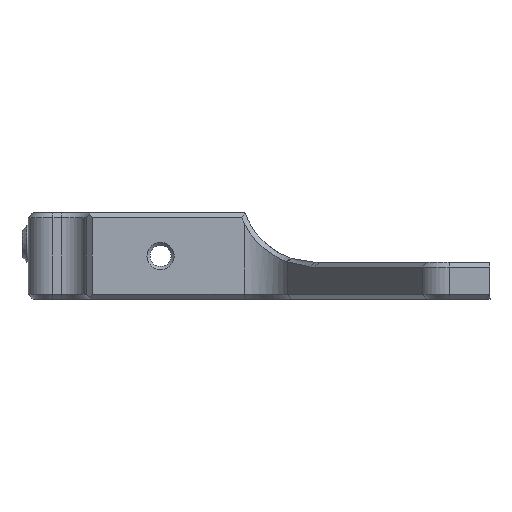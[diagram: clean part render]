
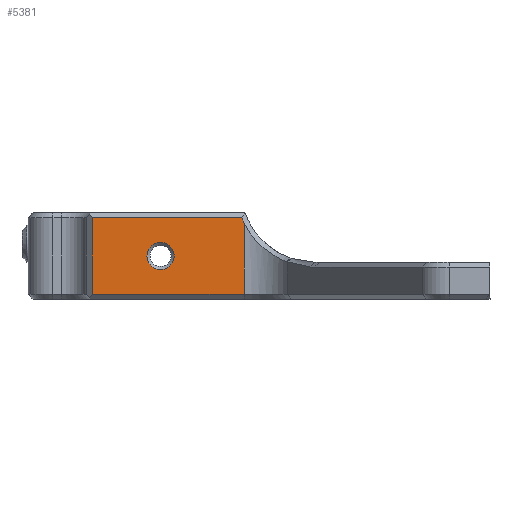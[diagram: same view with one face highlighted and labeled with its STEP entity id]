
A CAD part, front view. The second image highlights one B-rep face of the part: STEP entity #5381.
In plain terms, the highlighted planar face has unit normal (0, -1, 0).
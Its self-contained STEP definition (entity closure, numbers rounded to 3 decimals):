
#32=B_SPLINE_CURVE_WITH_KNOTS('',3,(#8108,#8109,#8110,#8111,#8112,#8113),
 .UNSPECIFIED.,.F.,.F.,(4,2,4),(0.053,0.148,0.155),
 .UNSPECIFIED.);
#96=FACE_BOUND('',#731,.T.);
#178=PLANE('',#5709);
#422=FACE_OUTER_BOUND('',#730,.T.);
#730=EDGE_LOOP('',(#4175,#4176,#4177,#4178,#4179));
#731=EDGE_LOOP('',(#4180));
#1106=LINE('',#7656,#1788);
#1281=LINE('',#8180,#1963);
#1282=LINE('',#8183,#1964);
#1283=LINE('',#8184,#1965);
#1788=VECTOR('',#6220,10.);
#1963=VECTOR('',#6447,8.);
#1964=VECTOR('',#6450,10.);
#1965=VECTOR('',#6451,10.);
#2381=CIRCLE('',#5710,2.2);
#2529=VERTEX_POINT('',#7653);
#2530=VERTEX_POINT('',#7655);
#2702=VERTEX_POINT('',#8106);
#2703=VERTEX_POINT('',#8107);
#2708=VERTEX_POINT('',#8182);
#2709=VERTEX_POINT('',#8185);
#3074=EDGE_CURVE('',#2529,#2530,#1106,.T.);
#3263=EDGE_CURVE('',#2702,#2703,#32,.T.);
#3273=EDGE_CURVE('',#2703,#2529,#1281,.T.);
#3274=EDGE_CURVE('',#2708,#2702,#1282,.T.);
#3275=EDGE_CURVE('',#2530,#2708,#1283,.T.);
#3276=EDGE_CURVE('',#2709,#2709,#2381,.T.);
#4175=ORIENTED_EDGE('',*,*,#3074,.F.);
#4176=ORIENTED_EDGE('',*,*,#3273,.F.);
#4177=ORIENTED_EDGE('',*,*,#3263,.F.);
#4178=ORIENTED_EDGE('',*,*,#3274,.F.);
#4179=ORIENTED_EDGE('',*,*,#3275,.F.);
#4180=ORIENTED_EDGE('',*,*,#3276,.F.);
#5381=ADVANCED_FACE('',(#422,#96),#178,.F.);
#5709=AXIS2_PLACEMENT_3D('',#8181,#6448,#6449);
#5710=AXIS2_PLACEMENT_3D('',#8186,#6452,#6453);
#6220=DIRECTION('',(-1.,0.,0.));
#6447=DIRECTION('',(0.,0.,-1.));
#6448=DIRECTION('center_axis',(0.,1.,0.));
#6449=DIRECTION('ref_axis',(1.,0.,0.));
#6450=DIRECTION('',(1.,0.,0.));
#6451=DIRECTION('',(0.,0.,1.));
#6452=DIRECTION('center_axis',(0.,-1.,0.));
#6453=DIRECTION('ref_axis',(0.,0.,1.));
#7653=CARTESIAN_POINT('',(-38.759,35.,-125.484));
#7655=CARTESIAN_POINT('',(-63.284,35.,-125.484));
#7656=CARTESIAN_POINT('',(-53.138,35.,-125.484));
#8106=CARTESIAN_POINT('',(-39.168,35.,-113.084));
#8107=CARTESIAN_POINT('',(-38.759,35.,-114.015));
#8108=CARTESIAN_POINT('Ctrl Pts',(-39.168,35.,-113.084));
#8109=CARTESIAN_POINT('Ctrl Pts',(-39.055,35.,-113.38));
#8110=CARTESIAN_POINT('Ctrl Pts',(-38.929,35.,-113.67));
#8111=CARTESIAN_POINT('Ctrl Pts',(-38.779,35.,-113.974));
#8112=CARTESIAN_POINT('Ctrl Pts',(-38.769,35.,-113.994));
#8113=CARTESIAN_POINT('Ctrl Pts',(-38.759,35.,-114.015));
#8180=CARTESIAN_POINT('',(-38.759,35.,-112.284));
#8181=CARTESIAN_POINT('Origin',(-63.193,35.,-112.284));
#8182=CARTESIAN_POINT('',(-63.284,35.,-113.084));
#8183=CARTESIAN_POINT('',(-53.138,35.,-113.084));
#8184=CARTESIAN_POINT('',(-63.284,35.,-112.284));
#8185=CARTESIAN_POINT('',(-52.284,35.,-121.484));
#8186=CARTESIAN_POINT('Origin',(-52.284,35.,-119.284));
